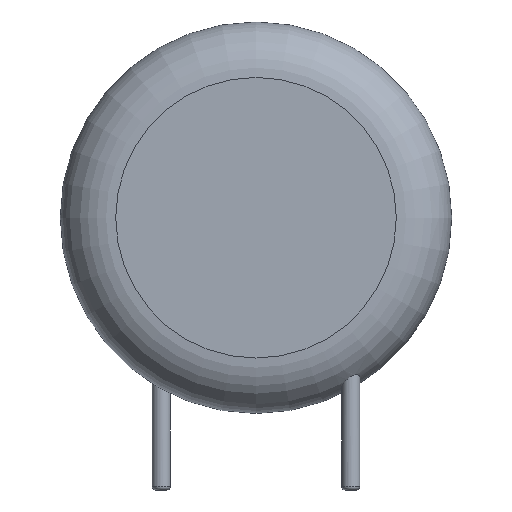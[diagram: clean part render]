
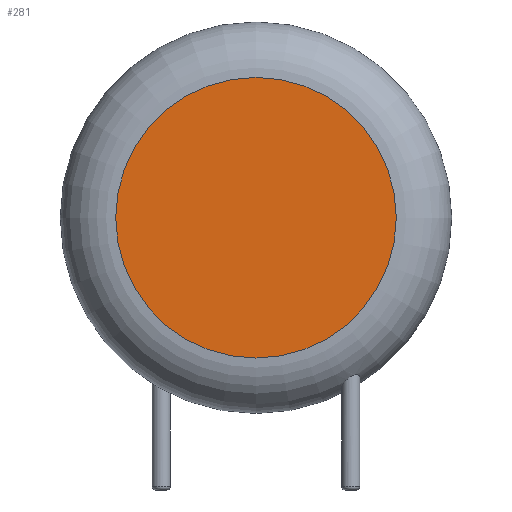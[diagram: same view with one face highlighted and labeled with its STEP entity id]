
A CAD part, front view. The second image highlights one B-rep face of the part: STEP entity #281.
In plain terms, the highlighted planar face has unit normal (0, -1, 0).
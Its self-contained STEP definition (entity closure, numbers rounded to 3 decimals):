
#152 = VERTEX_POINT('',#153);
#153 = CARTESIAN_POINT('',(9.305,-3.25,7.78));
#160 = EDGE_CURVE('',#152,#152,#161,.T.);
#161 = CIRCLE('',#162,5.555);
#162 = AXIS2_PLACEMENT_3D('',#163,#164,#165);
#163 = CARTESIAN_POINT('',(3.75,-3.25,7.78));
#164 = DIRECTION('',(0.,-1.,0.));
#165 = DIRECTION('',(1.,0.,0.));
#281 = ADVANCED_FACE('',(#282),#285,.T.);
#282 = FACE_BOUND('',#283,.T.);
#283 = EDGE_LOOP('',(#284));
#284 = ORIENTED_EDGE('',*,*,#160,.T.);
#285 = PLANE('',#286);
#286 = AXIS2_PLACEMENT_3D('',#287,#288,#289);
#287 = CARTESIAN_POINT('',(3.75,-3.25,7.78));
#288 = DIRECTION('',(0.,-1.,0.));
#289 = DIRECTION('',(0.,0.,-1.));
